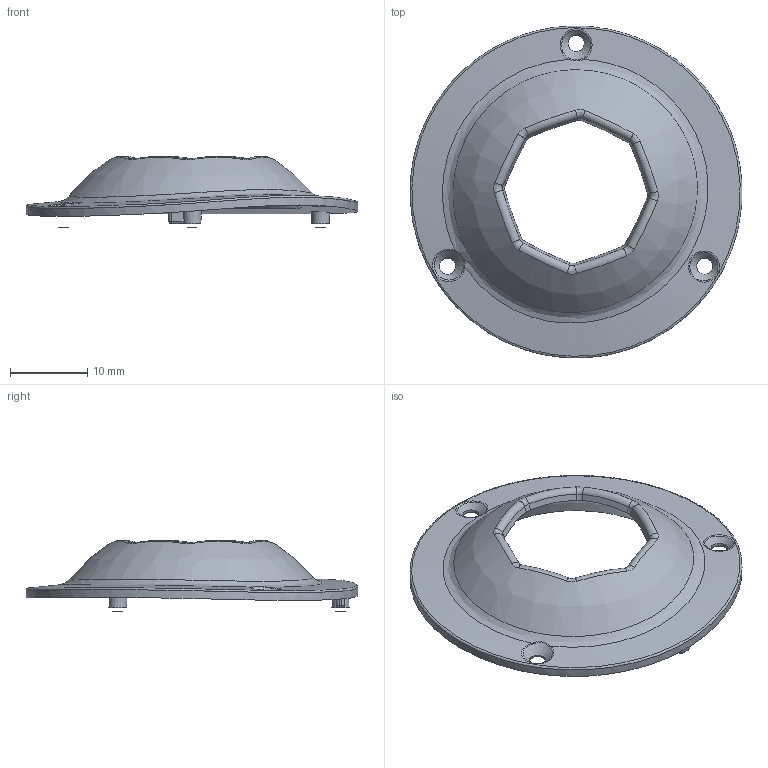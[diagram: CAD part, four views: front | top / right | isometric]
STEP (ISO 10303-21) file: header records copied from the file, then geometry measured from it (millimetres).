
FILE_DESCRIPTION(/* description */ (''),/* implementation_level */ '2;1');
FILE_NAME(/* name */ 'GatePlateOctagon.step',/* time_stamp */ '2024-08-30T23:57:44-07:00',/* author */ (''),/* organization */ (''),/* preprocessor_version */ 'ST-DEVELOPER v20',/* originating_system */ 'Autodesk Translation Framework v13.14.0.145',/* authorisation */ '');
FILE_SCHEMA (('AUTOMOTIVE_DESIGN { 1 0 10303 214 3 1 1 }'));
Length unit declared in the file: millimetre
Products named in the file (1): GatePlateOctagon
Bounding box: 43 x 43.01 x 9.18 mm (x, y, z)
Volume: 2179 mm3; surface area: 2999.5 mm2
Topology: 1 solids, 1 shells, 70 faces, 179 edges, 112 vertices
Faces by surface type: bspline 19, plane 15, cone 13, cylinder 13, torus 8, sphere 2
Entity records: 3606 total; most frequent: CARTESIAN_POINT 1994, ORIENTED_EDGE 358, DIRECTION 281, EDGE_CURVE 179, AXIS2_PLACEMENT_3D 120, VERTEX_POINT 112, EDGE_LOOP 79, FACE_OUTER_BOUND 70
